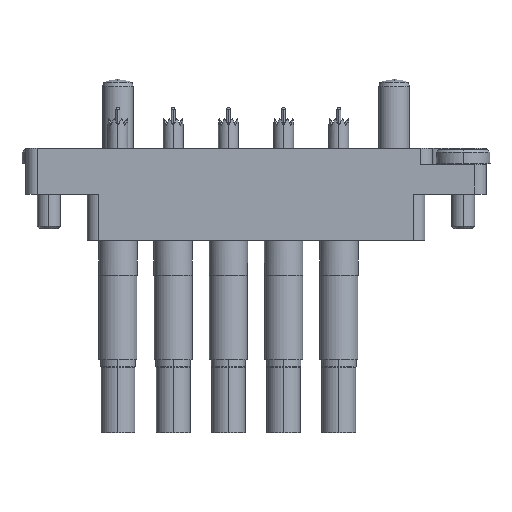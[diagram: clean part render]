
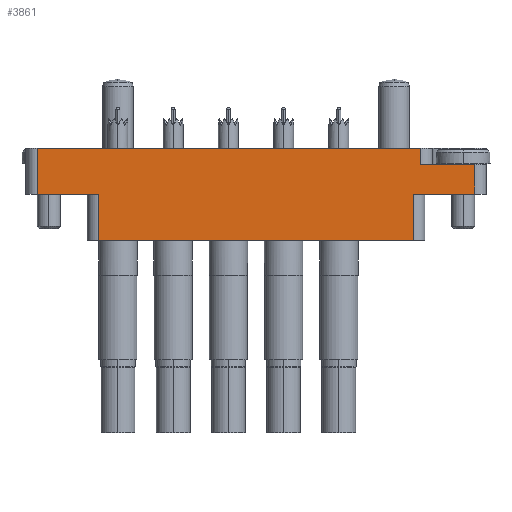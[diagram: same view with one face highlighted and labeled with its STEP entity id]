
A CAD part, left-side view. The second image highlights one B-rep face of the part: STEP entity #3861.
In plain terms, the highlighted face is planar.
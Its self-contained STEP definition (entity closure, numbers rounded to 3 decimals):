
#356 = CARTESIAN_POINT ( 'NONE',  ( -22., -6., 14.35 ) ) ;
#458 = VECTOR ( 'NONE', #5313, 1000. ) ;
#1448 = EDGE_CURVE ( 'NONE', #3478, #11140, #5053, .T. ) ;
#1958 = EDGE_CURVE ( 'NONE', #4675, #21344, #20716, .T. ) ;
#2616 = LINE ( 'NONE', #356, #11430 ) ;
#2657 = VECTOR ( 'NONE', #6843, 1000. ) ;
#2786 = LINE ( 'NONE', #19058, #6772 ) ;
#3051 = DIRECTION ( 'NONE',  ( -1., 0., 0. ) ) ;
#3335 = ORIENTED_EDGE ( 'NONE', *, *, #5203, .T. ) ;
#3337 = DIRECTION ( 'NONE',  ( -1., 0., 0. ) ) ;
#3478 = VERTEX_POINT ( 'NONE', #4806 ) ;
#3861 = ADVANCED_FACE ( 'NONE', ( #23853 ), #5320, .F. ) ;
#3950 = AXIS2_PLACEMENT_3D ( 'NONE', #13442, #21593, #3337 ) ;
#4260 = EDGE_CURVE ( 'NONE', #4675, #20243, #2616, .T. ) ;
#4473 = VERTEX_POINT ( 'NONE', #7123 ) ;
#4675 = VERTEX_POINT ( 'NONE', #14920 ) ;
#4806 = CARTESIAN_POINT ( 'NONE',  ( 21.5, 3.9, 14.35 ) ) ;
#5042 = CARTESIAN_POINT ( 'NONE',  ( 30., 0., 14.35 ) ) ;
#5053 = LINE ( 'NONE', #13171, #458 ) ;
#5203 = EDGE_CURVE ( 'NONE', #20019, #6508, #2786, .T. ) ;
#5313 = DIRECTION ( 'NONE',  ( 0., 1., 0. ) ) ;
#5320 = PLANE ( 'NONE',  #3950 ) ;
#5644 = CARTESIAN_POINT ( 'NONE',  ( -20.5, -6., 14.35 ) ) ;
#5836 = EDGE_CURVE ( 'NONE', #17910, #11140, #12437, .T. ) ;
#6508 = VERTEX_POINT ( 'NONE', #25897 ) ;
#6666 = VECTOR ( 'NONE', #15701, 1000. ) ;
#6772 = VECTOR ( 'NONE', #17186, 1000. ) ;
#6843 = DIRECTION ( 'NONE',  ( 0., -1., 0. ) ) ;
#6891 = ORIENTED_EDGE ( 'NONE', *, *, #5836, .F. ) ;
#6977 = CARTESIAN_POINT ( 'NONE',  ( 20.5, 0., 14.35 ) ) ;
#7050 = ORIENTED_EDGE ( 'NONE', *, *, #23025, .F. ) ;
#7123 = CARTESIAN_POINT ( 'NONE',  ( -20.5, 0., 14.35 ) ) ;
#9816 = LINE ( 'NONE', #19985, #6666 ) ;
#10275 = EDGE_CURVE ( 'NONE', #4473, #20243, #21370, .T. ) ;
#10549 = CARTESIAN_POINT ( 'NONE',  ( 20.5, 0., 14.35 ) ) ;
#10554 = LINE ( 'NONE', #22853, #22870 ) ;
#10693 = ORIENTED_EDGE ( 'NONE', *, *, #13037, .F. ) ;
#11140 = VERTEX_POINT ( 'NONE', #23102 ) ;
#11386 = VERTEX_POINT ( 'NONE', #14248 ) ;
#11430 = VECTOR ( 'NONE', #14462, 1000. ) ;
#12437 = LINE ( 'NONE', #24694, #21715 ) ;
#12796 = ORIENTED_EDGE ( 'NONE', *, *, #16408, .T. ) ;
#13037 = EDGE_CURVE ( 'NONE', #4473, #11386, #10554, .T. ) ;
#13103 = LINE ( 'NONE', #16736, #2657 ) ;
#13171 = CARTESIAN_POINT ( 'NONE',  ( 21.5, 0., 14.35 ) ) ;
#13442 = CARTESIAN_POINT ( 'NONE',  ( -30., 0., 14.35 ) ) ;
#14168 = ORIENTED_EDGE ( 'NONE', *, *, #1958, .T. ) ;
#14188 = CARTESIAN_POINT ( 'NONE',  ( 28.5, 0., 14.35 ) ) ;
#14248 = CARTESIAN_POINT ( 'NONE',  ( -28.5, 0., 14.35 ) ) ;
#14462 = DIRECTION ( 'NONE',  ( -1., 0., 0. ) ) ;
#14920 = CARTESIAN_POINT ( 'NONE',  ( 20.5, -6., 14.35 ) ) ;
#15421 = VECTOR ( 'NONE', #19381, 1000. ) ;
#15686 = EDGE_LOOP ( 'NONE', ( #19417, #14168, #23229, #3335, #7050, #17001, #6891, #12796, #10693, #19106 ) ) ;
#15701 = DIRECTION ( 'NONE',  ( 1., 0., 0. ) ) ;
#16408 = EDGE_CURVE ( 'NONE', #17910, #11386, #13103, .T. ) ;
#16721 = DIRECTION ( 'NONE',  ( 1., 0., 0. ) ) ;
#16736 = CARTESIAN_POINT ( 'NONE',  ( -28.5, 0., 14.35 ) ) ;
#17001 = ORIENTED_EDGE ( 'NONE', *, *, #1448, .T. ) ;
#17186 = DIRECTION ( 'NONE',  ( 0., 1., 0. ) ) ;
#17910 = VERTEX_POINT ( 'NONE', #23494 ) ;
#18709 = DIRECTION ( 'NONE',  ( 0., 1., 0. ) ) ;
#19058 = CARTESIAN_POINT ( 'NONE',  ( 28.5, 3.9, 14.35 ) ) ;
#19106 = ORIENTED_EDGE ( 'NONE', *, *, #10275, .T. ) ;
#19381 = DIRECTION ( 'NONE',  ( 0., -1., 0. ) ) ;
#19417 = ORIENTED_EDGE ( 'NONE', *, *, #4260, .F. ) ;
#19985 = CARTESIAN_POINT ( 'NONE',  ( 30., 3.9, 14.35 ) ) ;
#20019 = VERTEX_POINT ( 'NONE', #14188 ) ;
#20243 = VERTEX_POINT ( 'NONE', #5644 ) ;
#20716 = LINE ( 'NONE', #10549, #25141 ) ;
#21344 = VERTEX_POINT ( 'NONE', #6977 ) ;
#21370 = LINE ( 'NONE', #21890, #15421 ) ;
#21593 = DIRECTION ( 'NONE',  ( 0., 0., -1. ) ) ;
#21715 = VECTOR ( 'NONE', #16721, 1000. ) ;
#21890 = CARTESIAN_POINT ( 'NONE',  ( -20.5, 0., 14.35 ) ) ;
#22716 = DIRECTION ( 'NONE',  ( -1., 0., 0. ) ) ;
#22853 = CARTESIAN_POINT ( 'NONE',  ( 30., 0., 14.35 ) ) ;
#22870 = VECTOR ( 'NONE', #22716, 1000. ) ;
#23025 = EDGE_CURVE ( 'NONE', #3478, #6508, #9816, .T. ) ;
#23102 = CARTESIAN_POINT ( 'NONE',  ( 21.5, 6., 14.35 ) ) ;
#23229 = ORIENTED_EDGE ( 'NONE', *, *, #24703, .F. ) ;
#23331 = LINE ( 'NONE', #5042, #26167 ) ;
#23494 = CARTESIAN_POINT ( 'NONE',  ( -28.5, 6., 14.35 ) ) ;
#23853 = FACE_OUTER_BOUND ( 'NONE', #15686, .T. ) ;
#24694 = CARTESIAN_POINT ( 'NONE',  ( -30., 6., 14.35 ) ) ;
#24703 = EDGE_CURVE ( 'NONE', #20019, #21344, #23331, .T. ) ;
#25141 = VECTOR ( 'NONE', #18709, 1000. ) ;
#25897 = CARTESIAN_POINT ( 'NONE',  ( 28.5, 3.9, 14.35 ) ) ;
#26167 = VECTOR ( 'NONE', #3051, 1000. ) ;
